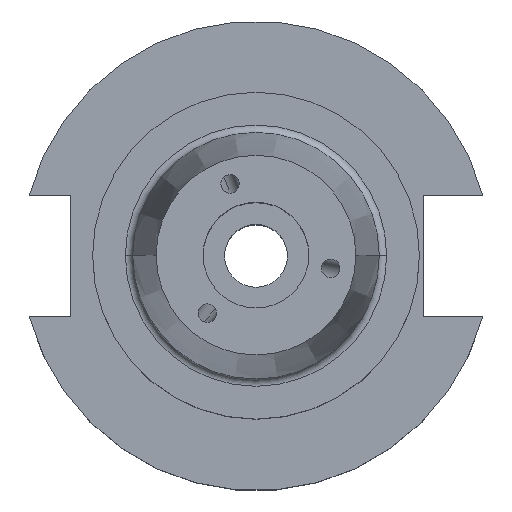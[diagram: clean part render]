
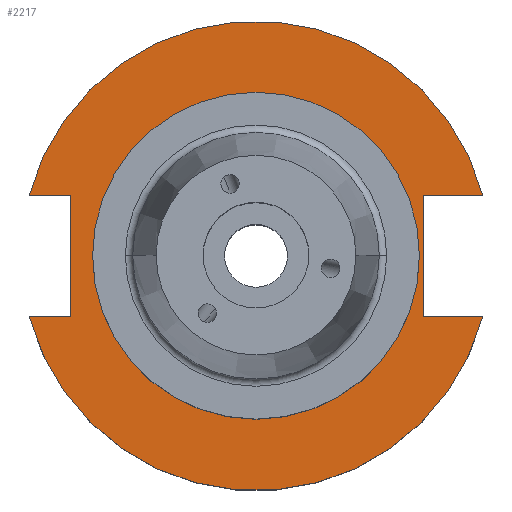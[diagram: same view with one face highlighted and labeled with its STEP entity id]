
A CAD part, top view. The second image highlights one B-rep face of the part: STEP entity #2217.
In plain terms, the highlighted planar face has unit normal (0, 0, 1).
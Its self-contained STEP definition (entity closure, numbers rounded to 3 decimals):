
#2 = AXIS2_PLACEMENT_3D ( 'NONE', #286, #1611, #483 ) ;
#54 = ORIENTED_EDGE ( 'NONE', *, *, #629, .T. ) ;
#111 = DIRECTION ( 'NONE',  ( 1., 0., 0. ) ) ;
#176 = CARTESIAN_POINT ( 'NONE',  ( 0., -8.191, 19.05 ) ) ;
#214 = PLANE ( 'NONE',  #1346 ) ;
#246 = DIRECTION ( 'NONE',  ( -1., 0., 0. ) ) ;
#253 = CARTESIAN_POINT ( 'NONE',  ( 0., 22.1, 19.05 ) ) ;
#256 = LINE ( 'NONE', #1138, #2123 ) ;
#258 = CARTESIAN_POINT ( 'NONE',  ( 0., 0., 19.05 ) ) ;
#259 = VERTEX_POINT ( 'NONE', #672 ) ;
#286 = CARTESIAN_POINT ( 'NONE',  ( 0., 0., 19.05 ) ) ;
#302 = EDGE_CURVE ( 'NONE', #1732, #1461, #1527, .T. ) ;
#305 = CARTESIAN_POINT ( 'NONE',  ( 0., 0., 19.05 ) ) ;
#421 = DIRECTION ( 'NONE',  ( 0., 0., 1. ) ) ;
#429 = DIRECTION ( 'NONE',  ( 1., 0., 0. ) ) ;
#442 = FACE_BOUND ( 'NONE', #671, .T. ) ;
#443 = DIRECTION ( 'NONE',  ( 0., 0., -1. ) ) ;
#483 = DIRECTION ( 'NONE',  ( 1., 0., 0. ) ) ;
#496 = LINE ( 'NONE', #2134, #1760 ) ;
#540 = EDGE_CURVE ( 'NONE', #259, #2261, #1432, .T. ) ;
#621 = ORIENTED_EDGE ( 'NONE', *, *, #2028, .F. ) ;
#629 = EDGE_CURVE ( 'NONE', #1631, #2183, #496, .T. ) ;
#642 = AXIS2_PLACEMENT_3D ( 'NONE', #258, #421, #429 ) ;
#654 = ORIENTED_EDGE ( 'NONE', *, *, #1754, .F. ) ;
#670 = EDGE_CURVE ( 'NONE', #1461, #855, #2216, .T. ) ;
#671 = EDGE_LOOP ( 'NONE', ( #684, #1540 ) ) ;
#672 = CARTESIAN_POINT ( 'NONE',  ( -30.675, -8.191, 19.05 ) ) ;
#684 = ORIENTED_EDGE ( 'NONE', *, *, #2210, .F. ) ;
#698 = AXIS2_PLACEMENT_3D ( 'NONE', #305, #1441, #111 ) ;
#750 = EDGE_CURVE ( 'NONE', #259, #847, #2065, .T. ) ;
#782 = ORIENTED_EDGE ( 'NONE', *, *, #540, .T. ) ;
#784 = ORIENTED_EDGE ( 'NONE', *, *, #302, .T. ) ;
#791 = DIRECTION ( 'NONE',  ( 1., 0., 0. ) ) ;
#792 = EDGE_LOOP ( 'NONE', ( #2094, #1164, #782, #621, #54, #654, #784, #2081 ) ) ;
#800 = CARTESIAN_POINT ( 'NONE',  ( -25.091, 8.191, 19.05 ) ) ;
#826 = CARTESIAN_POINT ( 'NONE',  ( -61.091, -8.191, 19.05 ) ) ;
#847 = VERTEX_POINT ( 'NONE', #987 ) ;
#855 = VERTEX_POINT ( 'NONE', #800 ) ;
#889 = FACE_OUTER_BOUND ( 'NONE', #792, .T. ) ;
#929 = DIRECTION ( 'NONE',  ( 1., 0., 0. ) ) ;
#948 = CIRCLE ( 'NONE', #1898, 22.1 ) ;
#987 = CARTESIAN_POINT ( 'NONE',  ( -25.091, -8.191, 19.05 ) ) ;
#988 = CARTESIAN_POINT ( 'NONE',  ( -25.091, 8.191, 19.05 ) ) ;
#1011 = DIRECTION ( 'NONE',  ( 0., -1., 0. ) ) ;
#1031 = DIRECTION ( 'NONE',  ( -1., 0., 0. ) ) ;
#1037 = EDGE_CURVE ( 'NONE', #1955, #1101, #948, .T. ) ;
#1043 = CARTESIAN_POINT ( 'NONE',  ( 22.606, 8.191, 19.05 ) ) ;
#1056 = CARTESIAN_POINT ( 'NONE',  ( 22.606, -8.191, 19.05 ) ) ;
#1101 = VERTEX_POINT ( 'NONE', #2022 ) ;
#1138 = CARTESIAN_POINT ( 'NONE',  ( 0., 8.191, 19.05 ) ) ;
#1164 = ORIENTED_EDGE ( 'NONE', *, *, #750, .F. ) ;
#1178 = CARTESIAN_POINT ( 'NONE',  ( 30.675, -8.191, 19.05 ) ) ;
#1200 = VECTOR ( 'NONE', #1965, 1000. ) ;
#1327 = LINE ( 'NONE', #988, #2221 ) ;
#1346 = AXIS2_PLACEMENT_3D ( 'NONE', #253, #443, #246 ) ;
#1380 = CIRCLE ( 'NONE', #642, 22.1 ) ;
#1406 = CARTESIAN_POINT ( 'NONE',  ( -30.675, 8.191, 19.05 ) ) ;
#1432 = CIRCLE ( 'NONE', #698, 31.75 ) ;
#1441 = DIRECTION ( 'NONE',  ( 0., 0., 1. ) ) ;
#1461 = VERTEX_POINT ( 'NONE', #1406 ) ;
#1475 = CARTESIAN_POINT ( 'NONE',  ( -22.1, 0., 19.05 ) ) ;
#1527 = CIRCLE ( 'NONE', #2, 31.75 ) ;
#1540 = ORIENTED_EDGE ( 'NONE', *, *, #1037, .F. ) ;
#1580 = VECTOR ( 'NONE', #2109, 1000. ) ;
#1611 = DIRECTION ( 'NONE',  ( 0., 0., 1. ) ) ;
#1631 = VERTEX_POINT ( 'NONE', #1056 ) ;
#1637 = CARTESIAN_POINT ( 'NONE',  ( 0., 0., 19.05 ) ) ;
#1732 = VERTEX_POINT ( 'NONE', #2015 ) ;
#1754 = EDGE_CURVE ( 'NONE', #1732, #2183, #256, .T. ) ;
#1760 = VECTOR ( 'NONE', #2296, 1000. ) ;
#1827 = DIRECTION ( 'NONE',  ( 0., 0., 1. ) ) ;
#1898 = AXIS2_PLACEMENT_3D ( 'NONE', #1637, #1827, #929 ) ;
#1955 = VERTEX_POINT ( 'NONE', #1475 ) ;
#1965 = DIRECTION ( 'NONE',  ( 1., 0., 0. ) ) ;
#2015 = CARTESIAN_POINT ( 'NONE',  ( 30.675, 8.191, 19.05 ) ) ;
#2022 = CARTESIAN_POINT ( 'NONE',  ( 22.1, 0., 19.05 ) ) ;
#2028 = EDGE_CURVE ( 'NONE', #1631, #2261, #2201, .T. ) ;
#2065 = LINE ( 'NONE', #826, #1580 ) ;
#2081 = ORIENTED_EDGE ( 'NONE', *, *, #670, .T. ) ;
#2094 = ORIENTED_EDGE ( 'NONE', *, *, #2253, .T. ) ;
#2109 = DIRECTION ( 'NONE',  ( 1., 0., 0. ) ) ;
#2123 = VECTOR ( 'NONE', #1031, 1000. ) ;
#2127 = CARTESIAN_POINT ( 'NONE',  ( -61.091, 8.191, 19.05 ) ) ;
#2134 = CARTESIAN_POINT ( 'NONE',  ( 22.606, 22.1, 19.05 ) ) ;
#2183 = VERTEX_POINT ( 'NONE', #1043 ) ;
#2201 = LINE ( 'NONE', #176, #2252 ) ;
#2210 = EDGE_CURVE ( 'NONE', #1101, #1955, #1380, .T. ) ;
#2216 = LINE ( 'NONE', #2127, #1200 ) ;
#2217 = ADVANCED_FACE ( 'NONE', ( #442, #889 ), #214, .F. ) ;
#2221 = VECTOR ( 'NONE', #1011, 1000. ) ;
#2252 = VECTOR ( 'NONE', #791, 1000. ) ;
#2253 = EDGE_CURVE ( 'NONE', #855, #847, #1327, .T. ) ;
#2261 = VERTEX_POINT ( 'NONE', #1178 ) ;
#2296 = DIRECTION ( 'NONE',  ( 0., 1., 0. ) ) ;
